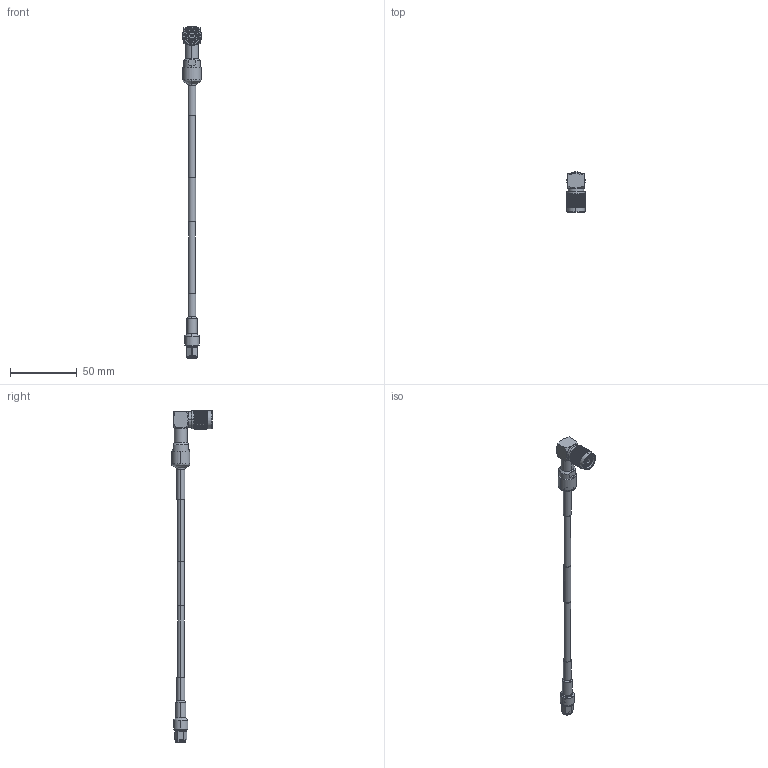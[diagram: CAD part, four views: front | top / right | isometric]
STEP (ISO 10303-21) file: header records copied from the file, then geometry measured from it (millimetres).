
FILE_DESCRIPTION (( 'STEP AP214' ), '1' );
FILE_NAME ('FMC00958_3D.step', '2025-09-18T20:17:12', ( '' ), ( '' ), 'SwSTEP 2.0', 'SolidWorks 2025', '' );
FILE_SCHEMA (( 'AUTOMOTIVE_DESIGN' ));
Length unit declared in the file: inch
Products named in the file (8): TC-195-SM-SS-X_ferrule; TC-195-SM-SS-X_body; SC4266_3D; TC-195-SM-SS-X_c-contact; FMC00958_3D; TC-195-SM-SS-X; Coax cable^FMC00958_LMR-195; Heat shrink^FMC00958
Assembly tree (7 placements, depth 3):
  FMC00958_3D
    Coax cable^FMC00958_LMR-195
    TC-195-SM-SS-X
      TC-195-SM-SS-X_body
      TC-195-SM-SS-X_c-contact
      TC-195-SM-SS-X_ferrule
    SC4266_3D
    Heat shrink^FMC00958
Bounding box: 14.5 x 30.5 x 249.07 mm (x, y, z)
Volume: 15059.8 mm3; surface area: 10669.4 mm2
Topology: 7 solids, 7 shells, 2852 faces, 6049 edges, 3241 vertices
Faces by surface type: bspline 2011, cylinder 643, cone 99, plane 91, torus 6, sphere 2
Entity records: 108331 total; most frequent: CARTESIAN_POINT 69479, ORIENTED_EDGE 12094, EDGE_CURVE 6047, VERTEX_POINT 3241, DIRECTION 2974, EDGE_LOOP 2888, FACE_OUTER_BOUND 2852, ADVANCED_FACE 2852
